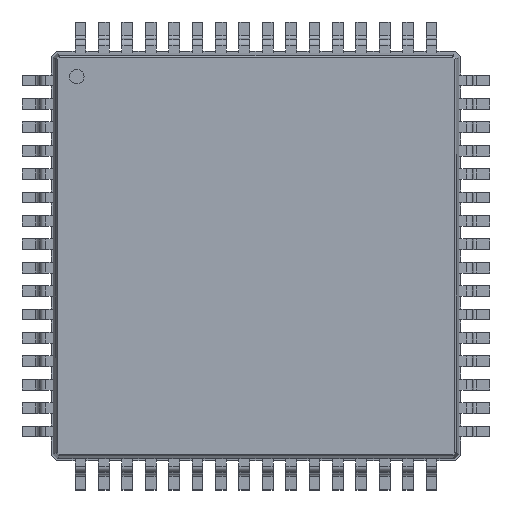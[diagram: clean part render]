
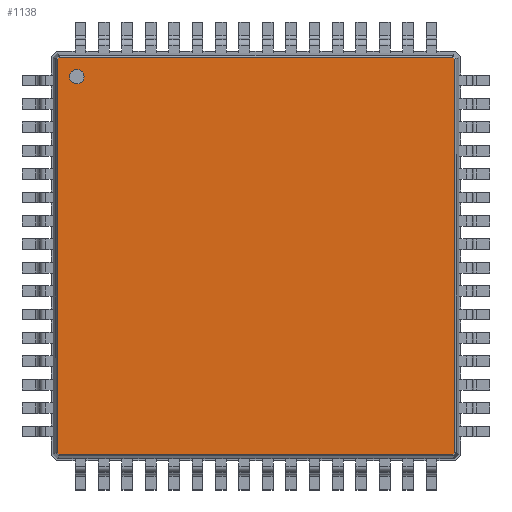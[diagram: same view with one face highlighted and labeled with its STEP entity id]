
A CAD part, top view. The second image highlights one B-rep face of the part: STEP entity #1138.
In plain terms, the highlighted planar face has unit normal (0, 0, 1).
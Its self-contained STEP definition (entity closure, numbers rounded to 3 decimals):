
#13=DIRECTION('',(0.,0.,1.));
#43=CARTESIAN_POINT('',(-6.74,6.829,1.1));
#209=VERTEX_POINT('',#210);
#210=CARTESIAN_POINT('',(-6.724,6.789,1.1));
#227=EDGE_CURVE('',#209,#228,#230,.T.);
#228=VERTEX_POINT('',#229);
#229=CARTESIAN_POINT('',(6.724,6.789,1.1));
#230=B_SPLINE_CURVE_WITH_KNOTS('',2,(#231,#232,#233,#234,#235),.UNSPECIFIED.,.F.,.F.,(3,1,1,3),(-0.7,-0.04,13.52,14.18),.UNSPECIFIED.);
#231=CARTESIAN_POINT('',(-7.44,6.789,1.1));
#232=CARTESIAN_POINT('',(-7.11,6.789,1.1));
#233=CARTESIAN_POINT('',(0.,6.789,1.1));
#234=CARTESIAN_POINT('',(7.11,6.789,1.1));
#235=CARTESIAN_POINT('',(7.44,6.789,1.1));
#882=DIRECTION('',(0.,-1.,0.));
#1069=EDGE_CURVE('',#228,#1070,#1072,.T.);
#1070=VERTEX_POINT('',#1071);
#1071=CARTESIAN_POINT('',(6.789,6.724,1.1));
#1072=B_SPLINE_CURVE_WITH_KNOTS('',2,(#1073,#1074,#1075,#1076,#1077),.UNSPECIFIED.,.F.,.F.,(3,1,1,3),(-0.291,-0.04,0.167,0.418),.UNSPECIFIED.);
#1073=CARTESIAN_POINT('',(6.505,7.007,1.1));
#1074=CARTESIAN_POINT('',(6.594,6.918,1.1));
#1075=CARTESIAN_POINT('',(6.756,6.756,1.1));
#1076=CARTESIAN_POINT('',(6.918,6.594,1.1));
#1077=CARTESIAN_POINT('',(7.007,6.505,1.1));
#1106=VERTEX_POINT('',#1107);
#1107=CARTESIAN_POINT('',(-6.789,6.724,1.1));
#1124=EDGE_CURVE('',#1106,#209,#1125,.T.);
#1125=B_SPLINE_CURVE_WITH_KNOTS('',2,(#1126,#1127,#1128,#1129,#1130),.UNSPECIFIED.,.F.,.F.,(3,1,1,3),(-0.291,-0.04,0.167,0.418),.UNSPECIFIED.);
#1126=CARTESIAN_POINT('',(-7.007,6.505,1.1));
#1127=CARTESIAN_POINT('',(-6.918,6.594,1.1));
#1128=CARTESIAN_POINT('',(-6.756,6.756,1.1));
#1129=CARTESIAN_POINT('',(-6.594,6.918,1.1));
#1130=CARTESIAN_POINT('',(-6.505,7.007,1.1));
#1138=ADVANCED_FACE('',(#1139,#1192),#1202,.T.);
#1139=FACE_BOUND('',#1140,.T.);
#1140=EDGE_LOOP('',(#1141,#1142,#1143,#1153,#1163,#1173,#1183,#1191));
#1141=ORIENTED_EDGE('',*,*,#227,.F.);
#1142=ORIENTED_EDGE('',*,*,#1124,.F.);
#1143=ORIENTED_EDGE('',*,*,#1144,.F.);
#1144=EDGE_CURVE('',#1145,#1106,#1147,.T.);
#1145=VERTEX_POINT('',#1146);
#1146=CARTESIAN_POINT('',(-6.789,-6.724,1.1));
#1147=B_SPLINE_CURVE_WITH_KNOTS('',2,(#1148,#1149,#1150,#1151,#1152),.UNSPECIFIED.,.F.,.F.,(3,1,1,3),(-0.7,-0.04,13.52,14.18),.UNSPECIFIED.);
#1148=CARTESIAN_POINT('',(-6.789,-7.44,1.1));
#1149=CARTESIAN_POINT('',(-6.789,-7.11,1.1));
#1150=CARTESIAN_POINT('',(-6.789,0.,1.1));
#1151=CARTESIAN_POINT('',(-6.789,7.11,1.1));
#1152=CARTESIAN_POINT('',(-6.789,7.44,1.1));
#1153=ORIENTED_EDGE('',*,*,#1154,.F.);
#1154=EDGE_CURVE('',#1155,#1145,#1157,.T.);
#1155=VERTEX_POINT('',#1156);
#1156=CARTESIAN_POINT('',(-6.724,-6.789,1.1));
#1157=B_SPLINE_CURVE_WITH_KNOTS('',2,(#1158,#1159,#1160,#1161,#1162),.UNSPECIFIED.,.F.,.F.,(3,1,1,3),(-0.291,-0.04,0.167,0.418),.UNSPECIFIED.);
#1158=CARTESIAN_POINT('',(-6.505,-7.007,1.1));
#1159=CARTESIAN_POINT('',(-6.594,-6.918,1.1));
#1160=CARTESIAN_POINT('',(-6.756,-6.756,1.1));
#1161=CARTESIAN_POINT('',(-6.918,-6.594,1.1));
#1162=CARTESIAN_POINT('',(-7.007,-6.505,1.1));
#1163=ORIENTED_EDGE('',*,*,#1164,.F.);
#1164=EDGE_CURVE('',#1165,#1155,#1167,.T.);
#1165=VERTEX_POINT('',#1166);
#1166=CARTESIAN_POINT('',(6.724,-6.789,1.1));
#1167=B_SPLINE_CURVE_WITH_KNOTS('',2,(#1168,#1169,#1170,#1171,#1172),.UNSPECIFIED.,.F.,.F.,(3,1,1,3),(-0.7,-0.04,13.52,14.18),.UNSPECIFIED.);
#1168=CARTESIAN_POINT('',(7.44,-6.789,1.1));
#1169=CARTESIAN_POINT('',(7.11,-6.789,1.1));
#1170=CARTESIAN_POINT('',(0.,-6.789,1.1));
#1171=CARTESIAN_POINT('',(-7.11,-6.789,1.1));
#1172=CARTESIAN_POINT('',(-7.44,-6.789,1.1));
#1173=ORIENTED_EDGE('',*,*,#1174,.F.);
#1174=EDGE_CURVE('',#1175,#1165,#1177,.T.);
#1175=VERTEX_POINT('',#1176);
#1176=CARTESIAN_POINT('',(6.789,-6.724,1.1));
#1177=B_SPLINE_CURVE_WITH_KNOTS('',2,(#1178,#1179,#1180,#1181,#1182),.UNSPECIFIED.,.F.,.F.,(3,1,1,3),(-0.291,-0.04,0.167,0.418),.UNSPECIFIED.);
#1178=CARTESIAN_POINT('',(7.007,-6.505,1.1));
#1179=CARTESIAN_POINT('',(6.918,-6.594,1.1));
#1180=CARTESIAN_POINT('',(6.756,-6.756,1.1));
#1181=CARTESIAN_POINT('',(6.594,-6.918,1.1));
#1182=CARTESIAN_POINT('',(6.505,-7.007,1.1));
#1183=ORIENTED_EDGE('',*,*,#1184,.F.);
#1184=EDGE_CURVE('',#1070,#1175,#1185,.T.);
#1185=B_SPLINE_CURVE_WITH_KNOTS('',2,(#1186,#1187,#1188,#1189,#1190),.UNSPECIFIED.,.F.,.F.,(3,1,1,3),(-0.7,-0.04,13.52,14.18),.UNSPECIFIED.);
#1186=CARTESIAN_POINT('',(6.789,7.44,1.1));
#1187=CARTESIAN_POINT('',(6.789,7.11,1.1));
#1188=CARTESIAN_POINT('',(6.789,0.,1.1));
#1189=CARTESIAN_POINT('',(6.789,-7.11,1.1));
#1190=CARTESIAN_POINT('',(6.789,-7.44,1.1));
#1191=ORIENTED_EDGE('',*,*,#1069,.F.);
#1192=FACE_BOUND('',#1193,.T.);
#1193=EDGE_LOOP('',(#1194));
#1194=ORIENTED_EDGE('',*,*,#1195,.T.);
#1195=EDGE_CURVE('',#1196,#1196,#1198,.T.);
#1196=VERTEX_POINT('',#1197);
#1197=CARTESIAN_POINT('',(-6.129,5.879,1.1));
#1198=CIRCLE('',#1199,0.25);
#1199=AXIS2_PLACEMENT_3D('',#1200,#1201,#882);
#1200=CARTESIAN_POINT('',(-6.129,6.129,1.1));
#1201=DIRECTION('',(0.,-0.,-1.));
#1202=PLANE('',#1203);
#1203=AXIS2_PLACEMENT_3D('',#43,#13,#1204);
#1204=DIRECTION('',(0.702,-0.712,0.));
